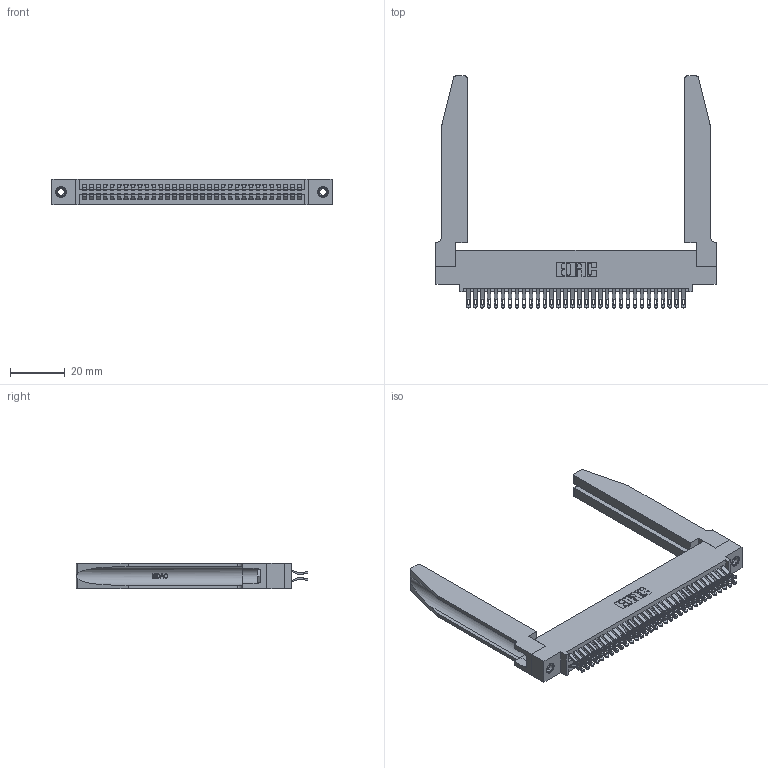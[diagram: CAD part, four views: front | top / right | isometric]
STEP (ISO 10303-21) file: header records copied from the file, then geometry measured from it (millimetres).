
FILE_DESCRIPTION (( 'STEP AP203' ), '1' );
FILE_NAME ('395-064-555-578.STEP', '2019-10-23T19:11:34', ( '' ), ( '' ), 'SwSTEP 2.0', 'SolidWorks 2016', '' );
FILE_SCHEMA (( 'CONFIG_CONTROL_DESIGN' ));
Length unit declared in the file: inch
Products named in the file (5): 345 Part_0.110 Offset - 0.156 Dia-TH; 345-292-001_555 Tail; 345-250-001_345-250-001-102; 345-220-078_345-220-078; 395-064-555-578
Assembly tree (69 placements, depth 2):
  395-064-555-578
    345 Part_0.110 Offset - 0.156 Dia-TH
    345-292-001_555 Tail  x64
    345-250-001_345-250-001-102  x2
    345-220-078_345-220-078  x2
Bounding box: 102.51 x 84.89 x 9.4 mm (x, y, z)
Volume: 17748.2 mm3; surface area: 22132.1 mm2
Topology: 69 solids, 69 shells, 3948 faces, 12289 edges, 8182 vertices
Faces by surface type: plane 2210, cylinder 1686, bspline 36, cone 12, torus 4
Entity records: 31652 total; most frequent: CARTESIAN_POINT 6269, ORIENTED_EDGE 5070, DIRECTION 4501, EDGE_CURVE 2535, LINE 2161, VECTOR 2161, VERTEX_POINT 1684, AXIS2_PLACEMENT_3D 1170
